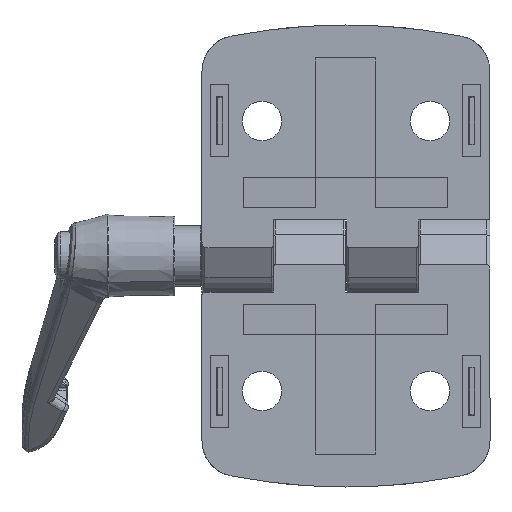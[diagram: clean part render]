
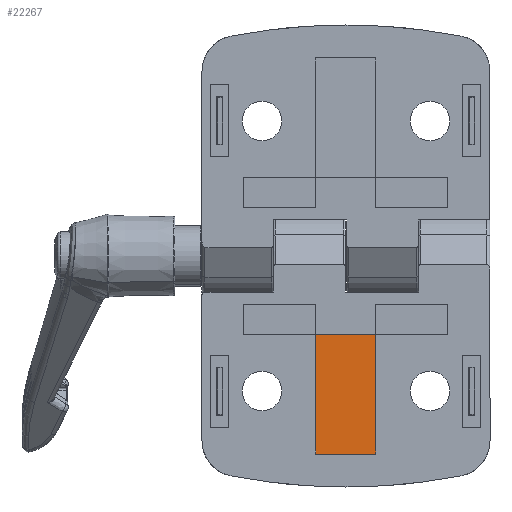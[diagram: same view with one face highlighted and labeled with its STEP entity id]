
A CAD part, front view. The second image highlights one B-rep face of the part: STEP entity #22267.
In plain terms, the highlighted planar face has unit normal (0, -1, 0).
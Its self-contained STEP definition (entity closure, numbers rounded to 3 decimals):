
#539 = VECTOR ( 'NONE', #2683, 1000. ) ;
#541 = VECTOR ( 'NONE', #2689, 1000. ) ;
#543 = VECTOR ( 'NONE', #2695, 1000. ) ;
#545 = VECTOR ( 'NONE', #2701, 1000. ) ;
#767 = CARTESIAN_POINT ( 'NONE',  ( -5., 1.5, -33. ) ) ;
#768 = CARTESIAN_POINT ( 'NONE',  ( -5., 1.5, -13.01 ) ) ;
#769 = CARTESIAN_POINT ( 'NONE',  ( 5., 1.5, -13.01 ) ) ;
#770 = CARTESIAN_POINT ( 'NONE',  ( 5., 1.5, -33. ) ) ;
#2681 = LINE ( 'NONE', #2682, #539 ) ;
#2682 = CARTESIAN_POINT ( 'NONE',  ( -5., 1.5, -13.01 ) ) ;
#2683 = DIRECTION ( 'NONE',  ( 0., 0., -1. ) ) ;
#2687 = LINE ( 'NONE', #2688, #541 ) ;
#2688 = CARTESIAN_POINT ( 'NONE',  ( -5., 1.5, -13.01 ) ) ;
#2689 = DIRECTION ( 'NONE',  ( -1., 0., 0. ) ) ;
#2693 = LINE ( 'NONE', #2694, #543 ) ;
#2694 = CARTESIAN_POINT ( 'NONE',  ( 5., 1.5, -13.01 ) ) ;
#2695 = DIRECTION ( 'NONE',  ( 0., 0., 1. ) ) ;
#2699 = LINE ( 'NONE', #2700, #545 ) ;
#2700 = CARTESIAN_POINT ( 'NONE',  ( -5., 1.5, -33. ) ) ;
#2701 = DIRECTION ( 'NONE',  ( 1., 0., 0. ) ) ;
#4503 = EDGE_LOOP ( 'NONE', ( #14926, #14927, #14928, #14924 ) ) ;
#8418 = VERTEX_POINT ( 'NONE', #767 ) ;
#8419 = VERTEX_POINT ( 'NONE', #768 ) ;
#8420 = VERTEX_POINT ( 'NONE', #769 ) ;
#8421 = VERTEX_POINT ( 'NONE', #770 ) ;
#12331 = PLANE ( 'NONE',  #21094 ) ;
#12332 = CARTESIAN_POINT ( 'NONE',  ( -5., 1.5, -33. ) ) ;
#12333 = DIRECTION ( 'NONE',  ( 0., -1., 0. ) ) ;
#12334 = DIRECTION ( 'NONE',  ( 0., 0., -1. ) ) ;
#14924 = ORIENTED_EDGE ( 'NONE', *, *, #18789, .T. ) ;
#14926 = ORIENTED_EDGE ( 'NONE', *, *, #18787, .T. ) ;
#14927 = ORIENTED_EDGE ( 'NONE', *, *, #18793, .T. ) ;
#14928 = ORIENTED_EDGE ( 'NONE', *, *, #18791, .T. ) ;
#18787 = EDGE_CURVE ( 'NONE', #8419, #8418, #2681, .T. ) ;
#18789 = EDGE_CURVE ( 'NONE', #8420, #8419, #2687, .T. ) ;
#18791 = EDGE_CURVE ( 'NONE', #8421, #8420, #2693, .T. ) ;
#18793 = EDGE_CURVE ( 'NONE', #8418, #8421, #2699, .T. ) ;
#21091 = FACE_OUTER_BOUND ( 'NONE', #4503, .T. ) ;
#21094 = AXIS2_PLACEMENT_3D ( 'NONE', #12332, #12333, #12334 ) ;
#22267 = ADVANCED_FACE ( 'NONE', ( #21091 ), #12331, .T. ) ;
